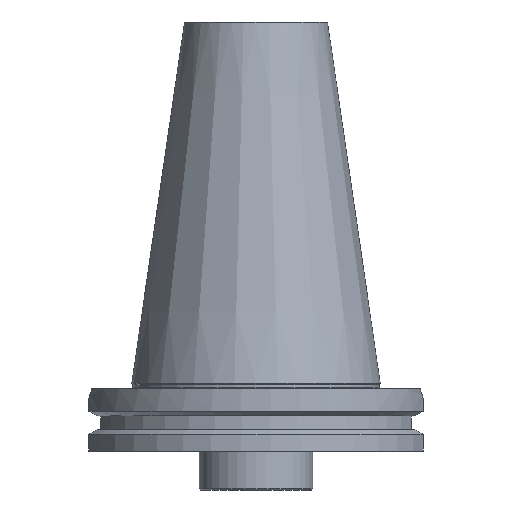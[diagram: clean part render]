
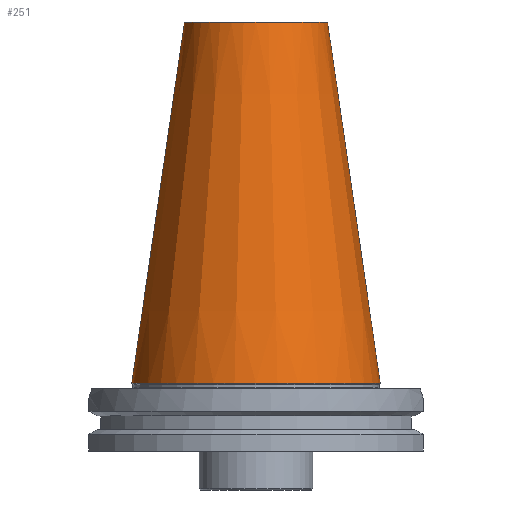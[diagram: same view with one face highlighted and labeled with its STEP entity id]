
A CAD part, front view. The second image highlights one B-rep face of the part: STEP entity #251.
In plain terms, the highlighted conical face has half-angle 8.298 degrees and reference radius 20.107 mm.
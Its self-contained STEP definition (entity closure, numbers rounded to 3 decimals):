
#235=CONICAL_SURFACE('',#930,20.107,8.298);
#251=ADVANCED_FACE('',(#321,#322),#235,.T.);
#321=FACE_BOUND('',#353,.T.);
#322=FACE_BOUND('',#354,.T.);
#353=EDGE_LOOP('',(#420));
#354=EDGE_LOOP('',(#421));
#420=ORIENTED_EDGE('',*,*,#743,.T.);
#421=ORIENTED_EDGE('',*,*,#741,.F.);
#655=VERTEX_POINT('',#1292);
#657=VERTEX_POINT('',#1298);
#741=EDGE_CURVE('',#655,#655,#861,.T.);
#743=EDGE_CURVE('',#657,#657,#863,.T.);
#861=CIRCLE('',#924,34.925);
#863=CIRCLE('',#928,20.107);
#924=AXIS2_PLACEMENT_3D('',#1291,#1033,#1034);
#928=AXIS2_PLACEMENT_3D('',#1297,#1041,#1042);
#930=AXIS2_PLACEMENT_3D('',#1300,#1045,#1046);
#1033=DIRECTION('',(0.,0.,-1.));
#1034=DIRECTION('',(-1.,0.,0.));
#1041=DIRECTION('',(0.,0.,-1.));
#1042=DIRECTION('',(-1.,0.,0.));
#1045=DIRECTION('',(0.,0.,-1.));
#1046=DIRECTION('',(-1.,0.,0.));
#1291=CARTESIAN_POINT('',(0.,0.,0.));
#1292=CARTESIAN_POINT('',(-34.925,0.,0.));
#1297=CARTESIAN_POINT('',(0.,0.,101.6));
#1298=CARTESIAN_POINT('',(-20.107,0.,101.6));
#1300=CARTESIAN_POINT('',(0.,0.,101.6));
